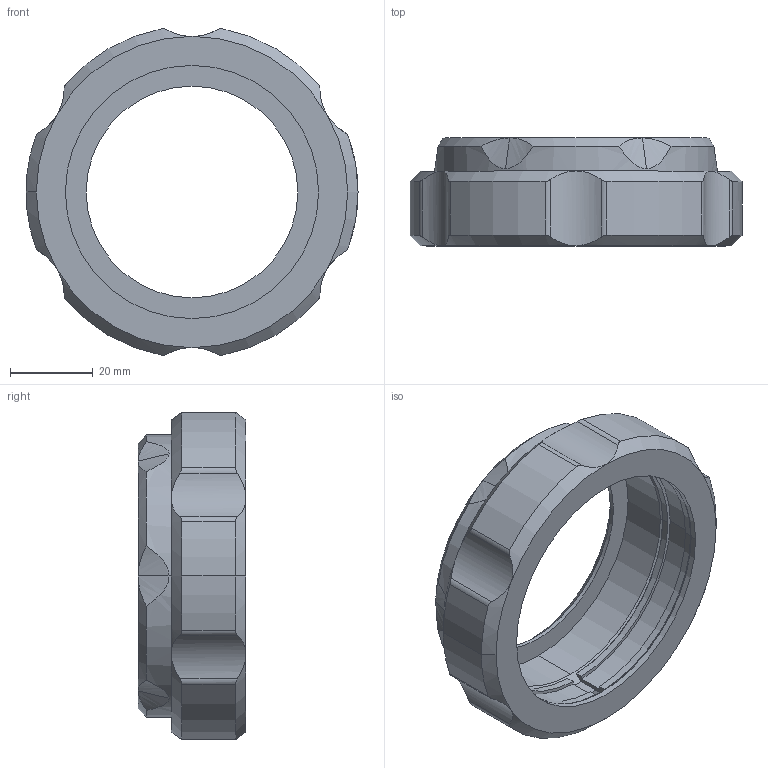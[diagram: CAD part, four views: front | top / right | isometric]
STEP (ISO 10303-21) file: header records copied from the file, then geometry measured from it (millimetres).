
FILE_DESCRIPTION (( 'STEP AP203' ), '1' );
FILE_NAME ('DP22420 -A_CMWF036.step', '2021-12-01T15:10:07', ( '' ), ( '' ), 'SwSTEP 2.0', 'SolidWorks 2021', '' );
FILE_SCHEMA (( 'CONFIG_CONTROL_DESIGN' ));
Length unit declared in the file: millimetre
Products named in the file (1): DP22420 -A_CMWF036
Bounding box: 80 x 26 x 78.67 mm (x, y, z)
Surface area: 19788.7 mm2 (no closed solid volume)
Topology: 0 solids, 3 shells, 93 faces, 236 edges, 149 vertices
Faces by surface type: cylinder 56, cone 26, plane 11
Entity records: 3492 total; most frequent: CARTESIAN_POINT 1259, ORIENTED_EDGE 456, DIRECTION 437, EDGE_CURVE 236, AXIS2_PLACEMENT_3D 183, VERTEX_POINT 149, EDGE_LOOP 98, ADVANCED_FACE 93
